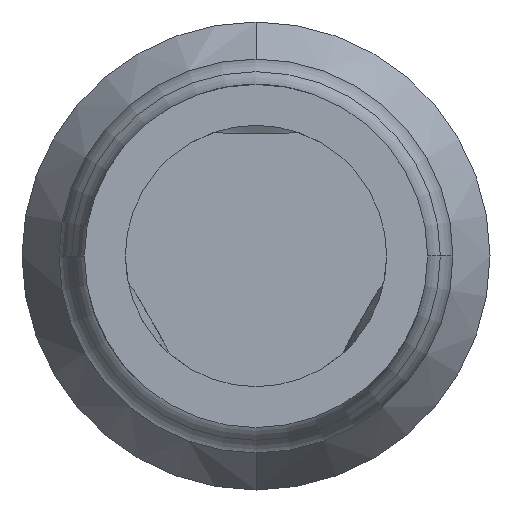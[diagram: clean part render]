
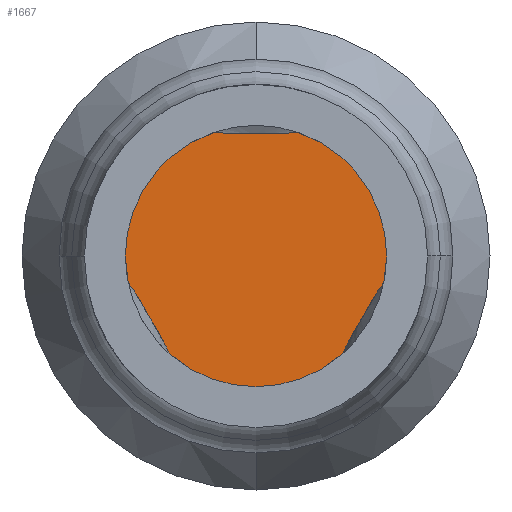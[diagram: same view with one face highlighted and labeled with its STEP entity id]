
A CAD part, front view. The second image highlights one B-rep face of the part: STEP entity #1667.
In plain terms, the highlighted planar face has unit normal (0, -1, 0).
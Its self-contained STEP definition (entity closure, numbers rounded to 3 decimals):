
#145 = EDGE_CURVE ( 'Defeature ausgef�hrt1_0+Defeature ausgef�hrt1_42+Defeature ausgef�hrt1_42+Defeature ausgef�hrt1_42', #5267, #959, #2273, .T. ) ;
#230 = DIRECTION ( 'NONE',  ( -1., 0., 0. ) ) ;
#389 = EDGE_LOOP ( 'NONE', ( #2264, #3930 ) ) ;
#480 = CARTESIAN_POINT ( 'NONE',  ( -0.338, -25.3, 0. ) ) ;
#509 = DIRECTION ( 'NONE',  ( 1., 0., 0. ) ) ;
#642 = AXIS2_PLACEMENT_3D ( 'NONE', #3176, #4472, #509 ) ;
#692 = AXIS2_PLACEMENT_3D ( 'NONE', #3924, #821, #3956 ) ;
#821 = DIRECTION ( 'NONE',  ( 0., 1., 0. ) ) ;
#959 = VERTEX_POINT ( 'NONE', #2021 ) ;
#1531 = DIRECTION ( 'NONE',  ( 0., 1., 0. ) ) ;
#1667 = ADVANCED_FACE ( 'Defeature ausgef�hrt1_42', ( #4105 ), #3859, .F. ) ;
#2021 = CARTESIAN_POINT ( 'NONE',  ( 0.338, -25.3, 0. ) ) ;
#2264 = ORIENTED_EDGE ( 'NONE', *, *, #145, .F. ) ;
#2273 = CIRCLE ( 'NONE', #642, 0.338 ) ;
#2746 = AXIS2_PLACEMENT_3D ( 'NONE', #5177, #1531, #230 ) ;
#3176 = CARTESIAN_POINT ( 'NONE',  ( 0., -25.3, 0. ) ) ;
#3536 = CIRCLE ( 'NONE', #692, 0.338 ) ;
#3829 = EDGE_CURVE ( 'Defeature ausgef�hrt1_0+Defeature ausgef�hrt1_42+Defeature ausgef�hrt1_42+Defeature ausgef�hrt1_42', #959, #5267, #3536, .T. ) ;
#3859 = PLANE ( 'NONE',  #2746 ) ;
#3924 = CARTESIAN_POINT ( 'NONE',  ( 0., -25.3, 0. ) ) ;
#3930 = ORIENTED_EDGE ( 'NONE', *, *, #3829, .F. ) ;
#3956 = DIRECTION ( 'NONE',  ( 1., 0., 0. ) ) ;
#4105 = FACE_OUTER_BOUND ( 'NONE', #389, .T. ) ;
#4472 = DIRECTION ( 'NONE',  ( 0., 1., 0. ) ) ;
#5177 = CARTESIAN_POINT ( 'NONE',  ( 0., -25.3, 0. ) ) ;
#5267 = VERTEX_POINT ( 'NONE', #480 ) ;
